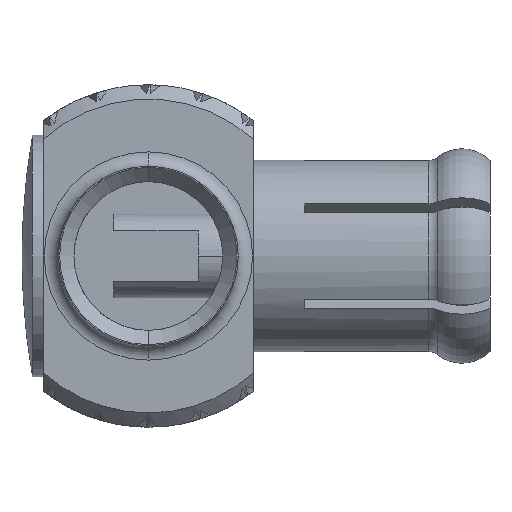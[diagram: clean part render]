
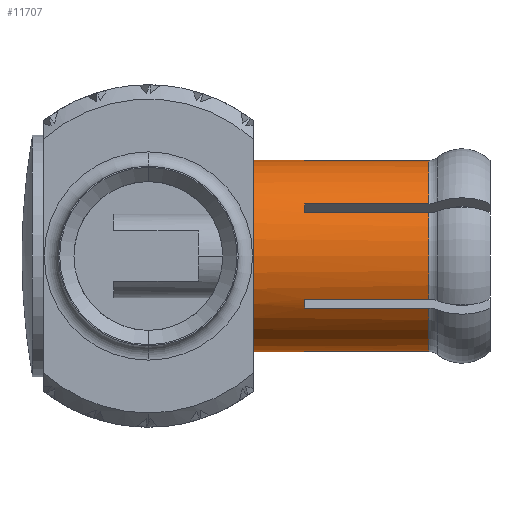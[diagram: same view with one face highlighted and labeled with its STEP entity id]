
A CAD part, left-side view. The second image highlights one B-rep face of the part: STEP entity #11707.
In plain terms, the highlighted cylindrical face has radius 1.705 mm (diameter 3.41 mm), a partial arc.
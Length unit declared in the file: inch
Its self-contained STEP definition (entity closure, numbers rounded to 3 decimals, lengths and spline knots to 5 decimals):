
#164 = CARTESIAN_POINT ( 'NONE',  ( -0.05989, -0.10945, 0.03033 ) ) ;
#229 = EDGE_CURVE ( 'NONE', #4233, #2026, #3525, .T. ) ;
#340 = CARTESIAN_POINT ( 'NONE',  ( 0., -0.10945, 0. ) ) ;
#435 = CARTESIAN_POINT ( 'NONE',  ( -0.00368, -0.10945, -0.06703 ) ) ;
#439 = EDGE_CURVE ( 'NONE', #8019, #4036, #10825, .T. ) ;
#558 = ORIENTED_EDGE ( 'NONE', *, *, #7544, .T. ) ;
#580 = ORIENTED_EDGE ( 'NONE', *, *, #5244, .T. ) ;
#705 = CYLINDRICAL_SURFACE ( 'NONE', #5571, 0.06713 ) ;
#719 = LINE ( 'NONE', #8843, #9804 ) ;
#740 = ORIENTED_EDGE ( 'NONE', *, *, #1401, .T. ) ;
#951 = VECTOR ( 'NONE', #3679, 39.37008 ) ;
#976 = LINE ( 'NONE', #3727, #7304 ) ;
#1067 = DIRECTION ( 'NONE',  ( 0., 0., -1. ) ) ;
#1136 = VERTEX_POINT ( 'NONE', #8510 ) ;
#1196 = CARTESIAN_POINT ( 'NONE',  ( 0., -0.07345, 0. ) ) ;
#1225 = EDGE_CURVE ( 'NONE', #10984, #4233, #6999, .T. ) ;
#1342 = ORIENTED_EDGE ( 'NONE', *, *, #5367, .F. ) ;
#1401 = EDGE_CURVE ( 'NONE', #10108, #8019, #6466, .T. ) ;
#1636 = ORIENTED_EDGE ( 'NONE', *, *, #4943, .T. ) ;
#1780 = VERTEX_POINT ( 'NONE', #2462 ) ;
#1842 = CARTESIAN_POINT ( 'NONE',  ( -0.05621, -0.10945, -0.0367 ) ) ;
#1868 = DIRECTION ( 'NONE',  ( 0., 1., 0. ) ) ;
#1887 = AXIS2_PLACEMENT_3D ( 'NONE', #8369, #7526, #3899 ) ;
#2026 = VERTEX_POINT ( 'NONE', #2579 ) ;
#2441 = DIRECTION ( 'NONE',  ( 0., 1., 0. ) ) ;
#2462 = CARTESIAN_POINT ( 'NONE',  ( 0., -0.07345, -0.06713 ) ) ;
#2579 = CARTESIAN_POINT ( 'NONE',  ( -0.05989, -0.19655, 0.03033 ) ) ;
#2840 = EDGE_CURVE ( 'NONE', #1136, #4524, #10349, .T. ) ;
#2954 = CARTESIAN_POINT ( 'NONE',  ( 0., -0.10945, 0. ) ) ;
#3020 = DIRECTION ( 'NONE',  ( 0., 1., 0. ) ) ;
#3027 = EDGE_CURVE ( 'NONE', #10984, #8881, #10733, .T. ) ;
#3112 = DIRECTION ( 'NONE',  ( 0., 1., 0. ) ) ;
#3151 = DIRECTION ( 'NONE',  ( 0., 1., 0. ) ) ;
#3228 = DIRECTION ( 'NONE',  ( 0., 1., 0. ) ) ;
#3525 = CIRCLE ( 'NONE', #9314, 0.06713 ) ;
#3633 = CARTESIAN_POINT ( 'NONE',  ( -0.05621, -0.19655, 0.0367 ) ) ;
#3664 = CIRCLE ( 'NONE', #4817, 0.06713 ) ;
#3679 = DIRECTION ( 'NONE',  ( 0., -1., 0. ) ) ;
#3727 = CARTESIAN_POINT ( 'NONE',  ( 0., 0., 0.06713 ) ) ;
#3789 = EDGE_CURVE ( 'NONE', #10108, #5274, #9390, .T. ) ;
#3899 = DIRECTION ( 'NONE',  ( 0., 0., -1. ) ) ;
#3906 = DIRECTION ( 'NONE',  ( 0., 0., -1. ) ) ;
#4016 = AXIS2_PLACEMENT_3D ( 'NONE', #5335, #10742, #6192 ) ;
#4036 = VERTEX_POINT ( 'NONE', #10870 ) ;
#4154 = CARTESIAN_POINT ( 'NONE',  ( -0.00368, -0.19655, -0.06703 ) ) ;
#4185 = AXIS2_PLACEMENT_3D ( 'NONE', #2954, #5784, #3906 ) ;
#4233 = VERTEX_POINT ( 'NONE', #5039 ) ;
#4254 = ORIENTED_EDGE ( 'NONE', *, *, #9357, .F. ) ;
#4371 = CARTESIAN_POINT ( 'NONE',  ( 0., -0.10945, 0.06713 ) ) ;
#4399 = AXIS2_PLACEMENT_3D ( 'NONE', #340, #7676, #1067 ) ;
#4524 = VERTEX_POINT ( 'NONE', #164 ) ;
#4700 = AXIS2_PLACEMENT_3D ( 'NONE', #8868, #3151, #7834 ) ;
#4817 = AXIS2_PLACEMENT_3D ( 'NONE', #1196, #3228, #10314 ) ;
#4938 = DIRECTION ( 'NONE',  ( 0., 1., 0. ) ) ;
#4943 = EDGE_CURVE ( 'NONE', #1136, #9676, #11849, .T. ) ;
#5039 = CARTESIAN_POINT ( 'NONE',  ( -0.05989, -0.19655, -0.03033 ) ) ;
#5119 = CARTESIAN_POINT ( 'NONE',  ( 0., -0.19655, 0. ) ) ;
#5144 = CARTESIAN_POINT ( 'NONE',  ( 0., 0., 0. ) ) ;
#5244 = EDGE_CURVE ( 'NONE', #2026, #4524, #10916, .T. ) ;
#5274 = VERTEX_POINT ( 'NONE', #9311 ) ;
#5335 = CARTESIAN_POINT ( 'NONE',  ( 0., -0.10945, 0. ) ) ;
#5367 = EDGE_CURVE ( 'NONE', #9131, #5997, #9595, .T. ) ;
#5536 = CARTESIAN_POINT ( 'NONE',  ( 0., -0.07345, 0.06713 ) ) ;
#5537 = DIRECTION ( 'NONE',  ( 0., 0., 1. ) ) ;
#5571 = AXIS2_PLACEMENT_3D ( 'NONE', #5144, #2441, #6181 ) ;
#5679 = ORIENTED_EDGE ( 'NONE', *, *, #8029, .T. ) ;
#5784 = DIRECTION ( 'NONE',  ( 0., -1., 0. ) ) ;
#5907 = CARTESIAN_POINT ( 'NONE',  ( -0.05989, -0.10945, -0.03033 ) ) ;
#5936 = ORIENTED_EDGE ( 'NONE', *, *, #6223, .T. ) ;
#5954 = ORIENTED_EDGE ( 'NONE', *, *, #3027, .F. ) ;
#5997 = VERTEX_POINT ( 'NONE', #11127 ) ;
#6181 = DIRECTION ( 'NONE',  ( 0., 0., 1. ) ) ;
#6192 = DIRECTION ( 'NONE',  ( 0., 0., -1. ) ) ;
#6223 = EDGE_CURVE ( 'NONE', #4036, #8881, #7591, .T. ) ;
#6224 = CARTESIAN_POINT ( 'NONE',  ( -0.00368, 0., -0.06703 ) ) ;
#6286 = DIRECTION ( 'NONE',  ( 0., -1., 0. ) ) ;
#6466 = LINE ( 'NONE', #6224, #9397 ) ;
#6524 = VECTOR ( 'NONE', #3112, 39.37008 ) ;
#6663 = ORIENTED_EDGE ( 'NONE', *, *, #7356, .T. ) ;
#6920 = CIRCLE ( 'NONE', #8849, 0.06713 ) ;
#6999 = LINE ( 'NONE', #7838, #10144 ) ;
#7055 = DIRECTION ( 'NONE',  ( 0., -1., 0. ) ) ;
#7093 = VECTOR ( 'NONE', #9200, 39.37008 ) ;
#7304 = VECTOR ( 'NONE', #7407, 39.37008 ) ;
#7352 = CARTESIAN_POINT ( 'NONE',  ( 0., -0.19655, 0. ) ) ;
#7356 = EDGE_CURVE ( 'NONE', #9131, #11224, #976, .T. ) ;
#7407 = DIRECTION ( 'NONE',  ( 0., 1., 0. ) ) ;
#7442 = CARTESIAN_POINT ( 'NONE',  ( -0.05989, 0., 0.03033 ) ) ;
#7520 = ORIENTED_EDGE ( 'NONE', *, *, #8704, .F. ) ;
#7526 = DIRECTION ( 'NONE',  ( 0., -1., 0. ) ) ;
#7544 = EDGE_CURVE ( 'NONE', #8141, #5997, #719, .T. ) ;
#7591 = LINE ( 'NONE', #11245, #9605 ) ;
#7676 = DIRECTION ( 'NONE',  ( 0., -1., 0. ) ) ;
#7680 = LINE ( 'NONE', #10307, #6524 ) ;
#7834 = DIRECTION ( 'NONE',  ( 0., 0., 1. ) ) ;
#7838 = CARTESIAN_POINT ( 'NONE',  ( -0.05989, 0., -0.03033 ) ) ;
#7857 = FACE_OUTER_BOUND ( 'NONE', #10271, .T. ) ;
#8019 = VERTEX_POINT ( 'NONE', #4154 ) ;
#8029 = EDGE_CURVE ( 'NONE', #9676, #8141, #6920, .T. ) ;
#8099 = ORIENTED_EDGE ( 'NONE', *, *, #2840, .F. ) ;
#8141 = VERTEX_POINT ( 'NONE', #9815 ) ;
#8256 = CARTESIAN_POINT ( 'NONE',  ( -0.05621, 0., 0.0367 ) ) ;
#8369 = CARTESIAN_POINT ( 'NONE',  ( 0., -0.10945, 0. ) ) ;
#8510 = CARTESIAN_POINT ( 'NONE',  ( -0.05621, -0.10945, 0.0367 ) ) ;
#8614 = DIRECTION ( 'NONE',  ( 0., 0., 1. ) ) ;
#8704 = EDGE_CURVE ( 'NONE', #1780, #11224, #3664, .T. ) ;
#8843 = CARTESIAN_POINT ( 'NONE',  ( -0.00368, 0., 0.06703 ) ) ;
#8849 = AXIS2_PLACEMENT_3D ( 'NONE', #5119, #4938, #8614 ) ;
#8868 = CARTESIAN_POINT ( 'NONE',  ( 0., -0.19655, 0. ) ) ;
#8881 = VERTEX_POINT ( 'NONE', #1842 ) ;
#8898 = ORIENTED_EDGE ( 'NONE', *, *, #1225, .T. ) ;
#9131 = VERTEX_POINT ( 'NONE', #4371 ) ;
#9200 = DIRECTION ( 'NONE',  ( 0., 1., 0. ) ) ;
#9311 = CARTESIAN_POINT ( 'NONE',  ( 0., -0.10945, -0.06713 ) ) ;
#9314 = AXIS2_PLACEMENT_3D ( 'NONE', #7352, #1868, #5537 ) ;
#9357 = EDGE_CURVE ( 'NONE', #5274, #1780, #7680, .T. ) ;
#9390 = CIRCLE ( 'NONE', #4185, 0.06713 ) ;
#9397 = VECTOR ( 'NONE', #6286, 39.37008 ) ;
#9595 = CIRCLE ( 'NONE', #4399, 0.06713 ) ;
#9605 = VECTOR ( 'NONE', #3020, 39.37008 ) ;
#9676 = VERTEX_POINT ( 'NONE', #3633 ) ;
#9804 = VECTOR ( 'NONE', #11584, 39.37008 ) ;
#9815 = CARTESIAN_POINT ( 'NONE',  ( -0.00368, -0.19655, 0.06703 ) ) ;
#10108 = VERTEX_POINT ( 'NONE', #435 ) ;
#10144 = VECTOR ( 'NONE', #7055, 39.37008 ) ;
#10271 = EDGE_LOOP ( 'NONE', ( #4254, #10527, #740, #10577, #5936, #5954, #8898, #10602, #580, #8099, #1636, #5679, #558, #1342, #6663, #7520 ) ) ;
#10307 = CARTESIAN_POINT ( 'NONE',  ( 0., 0., -0.06713 ) ) ;
#10314 = DIRECTION ( 'NONE',  ( 0., 0., 1. ) ) ;
#10349 = CIRCLE ( 'NONE', #1887, 0.06713 ) ;
#10527 = ORIENTED_EDGE ( 'NONE', *, *, #3789, .F. ) ;
#10577 = ORIENTED_EDGE ( 'NONE', *, *, #439, .T. ) ;
#10602 = ORIENTED_EDGE ( 'NONE', *, *, #229, .T. ) ;
#10733 = CIRCLE ( 'NONE', #4016, 0.06713 ) ;
#10742 = DIRECTION ( 'NONE',  ( 0., -1., 0. ) ) ;
#10825 = CIRCLE ( 'NONE', #4700, 0.06713 ) ;
#10870 = CARTESIAN_POINT ( 'NONE',  ( -0.05621, -0.19655, -0.0367 ) ) ;
#10916 = LINE ( 'NONE', #7442, #7093 ) ;
#10984 = VERTEX_POINT ( 'NONE', #5907 ) ;
#11127 = CARTESIAN_POINT ( 'NONE',  ( -0.00368, -0.10945, 0.06703 ) ) ;
#11224 = VERTEX_POINT ( 'NONE', #5536 ) ;
#11245 = CARTESIAN_POINT ( 'NONE',  ( -0.05621, 0., -0.0367 ) ) ;
#11584 = DIRECTION ( 'NONE',  ( 0., 1., 0. ) ) ;
#11707 = ADVANCED_FACE ( 'NONE', ( #7857 ), #705, .T. ) ;
#11849 = LINE ( 'NONE', #8256, #951 ) ;
